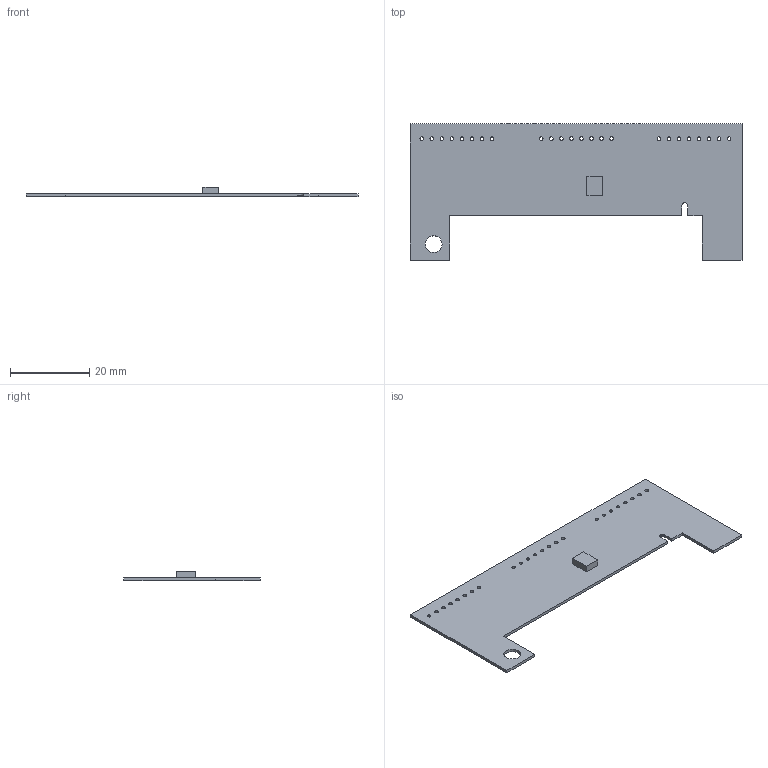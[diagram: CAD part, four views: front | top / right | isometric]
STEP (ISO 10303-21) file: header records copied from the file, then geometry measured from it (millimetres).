
FILE_DESCRIPTION(('Open CASCADE Model'),'2;1');
FILE_NAME('Open CASCADE Shape Model','2012-07-30T13:59:26',('Author'),( 'Open CASCADE'),'Open CASCADE STEP processor 6.2','Open CASCADE 6.2' ,'Unknown');
FILE_SCHEMA(('AUTOMOTIVE_DESIGN { 1 0 10303 214 1 1 1 1 }'));
Length unit declared in the file: millimetre
Products named in the file (5): PCB; Board; U1; 1215668048; Extruded
Assembly tree (4 placements, depth 4):
  PCB
    Board
    U1
      1215668048
        Extruded
Bounding box: 84 x 34.5 x 2.5 mm (x, y, z)
Volume: 1636.1 mm3; surface area: 4618.4 mm2
Topology: 2 solids, 2 shells, 58 faces, 162 edges, 108 vertices
Faces by surface type: plane 33, cylinder 25
Full cylindrical faces by diameter (mm): 0.9 x24, 4.22 x1
Entity records: 4184 total; most frequent: DIRECTION 662, CARTESIAN_POINT 657, LINE 386, VECTOR 386, ORIENTED_EDGE 324, PCURVE 324, DEFINITIONAL_REPRESENTATION 324, EDGE_CURVE 162
